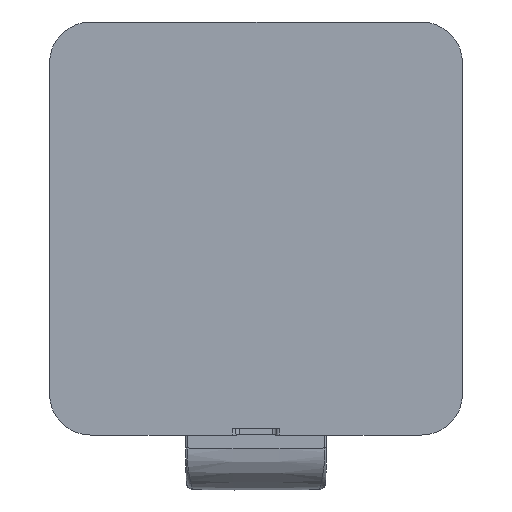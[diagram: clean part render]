
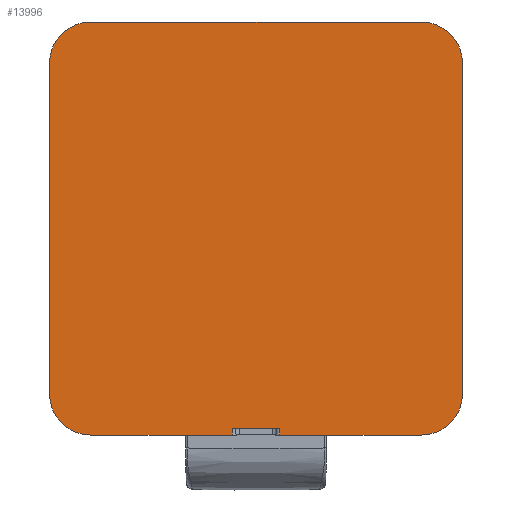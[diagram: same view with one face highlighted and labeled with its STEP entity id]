
A CAD part, left-side view. The second image highlights one B-rep face of the part: STEP entity #13996.
In plain terms, the highlighted face is planar.
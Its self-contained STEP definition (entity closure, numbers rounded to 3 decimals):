
#12681=CARTESIAN_POINT(' ',(-50.,40.002,0.));
#12682=VERTEX_POINT(' ',#12681);
#12696=CARTESIAN_POINT(' ',(-50.,-40.002,0.));
#12701=DIRECTION(' ',(0.,1.,0.));
#12706=VECTOR(' ',#12701,1.);
#12711=LINE('',#12696,#12706);
#12716=CARTESIAN_POINT(' ',(-50.,-40.002,0.));
#12717=VERTEX_POINT(' ',#12716);
#12721=EDGE_CURVE(' ',#12717,#12682,#12711,.T.);
#12806=CARTESIAN_POINT(' ',(-40.002,-40.002,0.));
#12811=DIRECTION(' ',(0.,0.,1.));
#12816=DIRECTION(' ',(-1.,0.,0.));
#12821=AXIS2_PLACEMENT_3D(' ',#12806,#12811,#12816);
#12826=CIRCLE('',#12821,9.998);
#12831=CARTESIAN_POINT(' ',(-40.002,-50.,0.));
#12832=VERTEX_POINT(' ',#12831);
#12836=EDGE_CURVE(' ',#12717,#12832,#12826,.T.);
#12926=CARTESIAN_POINT(' ',(40.002,-50.,0.));
#12931=DIRECTION(' ',(-1.,0.,0.));
#12936=VECTOR(' ',#12931,1.);
#12941=LINE('',#12926,#12936);
#12946=CARTESIAN_POINT(' ',(40.002,-50.,0.));
#12947=VERTEX_POINT(' ',#12946);
#12951=EDGE_CURVE(' ',#12947,#12832,#12941,.T.);
#13046=CARTESIAN_POINT(' ',(40.002,-40.002,0.));
#13051=DIRECTION(' ',(0.,0.,1.));
#13056=DIRECTION(' ',(0.,-1.,0.));
#13061=AXIS2_PLACEMENT_3D(' ',#13046,#13051,#13056);
#13066=CIRCLE('',#13061,9.998);
#13071=CARTESIAN_POINT(' ',(50.,-40.002,0.));
#13072=VERTEX_POINT(' ',#13071);
#13076=EDGE_CURVE(' ',#12947,#13072,#13066,.T.);
#13161=CARTESIAN_POINT(' ',(50.,40.002,0.));
#13166=DIRECTION(' ',(0.,-1.,0.));
#13171=VECTOR(' ',#13166,1.);
#13176=LINE('',#13161,#13171);
#13181=CARTESIAN_POINT(' ',(50.,40.002,0.));
#13182=VERTEX_POINT(' ',#13181);
#13186=CARTESIAN_POINT(' ',(50.,5.732,0.));
#13187=VERTEX_POINT(' ',#13186);
#13191=EDGE_CURVE(' ',#13182,#13187,#13176,.T.);
#13246=CARTESIAN_POINT(' ',(50.,-5.732,0.));
#13251=DIRECTION(' ',(0.,-1.,0.));
#13256=VECTOR(' ',#13251,1.);
#13261=LINE('',#13246,#13256);
#13266=CARTESIAN_POINT(' ',(50.,-5.732,0.));
#13267=VERTEX_POINT(' ',#13266);
#13271=EDGE_CURVE(' ',#13267,#13072,#13261,.T.);
#13516=CARTESIAN_POINT(' ',(40.002,40.002,0.));
#13521=DIRECTION(' ',(0.,0.,1.));
#13526=DIRECTION(' ',(1.,0.,0.));
#13531=AXIS2_PLACEMENT_3D(' ',#13516,#13521,#13526);
#13536=CIRCLE('',#13531,9.998);
#13541=CARTESIAN_POINT(' ',(40.002,50.,0.));
#13542=VERTEX_POINT(' ',#13541);
#13546=EDGE_CURVE(' ',#13182,#13542,#13536,.T.);
#13646=CARTESIAN_POINT(' ',(-40.002,50.,0.));
#13651=DIRECTION(' ',(1.,0.,0.));
#13656=VECTOR(' ',#13651,1.);
#13661=LINE('',#13646,#13656);
#13666=CARTESIAN_POINT(' ',(-40.002,50.,0.));
#13667=VERTEX_POINT(' ',#13666);
#13671=EDGE_CURVE(' ',#13667,#13542,#13661,.T.);
#13756=CARTESIAN_POINT(' ',(-40.002,40.002,0.));
#13761=DIRECTION(' ',(0.,0.,1.));
#13766=DIRECTION(' ',(0.,1.,0.));
#13771=AXIS2_PLACEMENT_3D(' ',#13756,#13761,#13766);
#13776=CIRCLE('',#13771,9.998);
#13781=EDGE_CURVE(' ',#13667,#12682,#13776,.T.);
#13816=DIRECTION(' ',(0.,0.,-1.));
#13821=CARTESIAN_POINT(' ',(50.,-50.,0.));
#13826=DIRECTION(' ',(-1.,0.,0.));
#13831=AXIS2_PLACEMENT_3D(' ',#13821,#13816,#13826);
#13836=PLANE('',#13831);
#13841=CARTESIAN_POINT(' ',(48.5,5.732,0.));
#13846=DIRECTION(' ',(0.,-1.,0.));
#13851=VECTOR(' ',#13846,1.);
#13856=LINE('',#13841,#13851);
#13861=CARTESIAN_POINT(' ',(48.5,5.732,0.));
#13862=VERTEX_POINT(' ',#13861);
#13866=CARTESIAN_POINT(' ',(48.5,-5.732,0.));
#13867=VERTEX_POINT(' ',#13866);
#13871=EDGE_CURVE(' ',#13862,#13867,#13856,.T.);
#13876=ORIENTED_EDGE(' ',*,*,#13871,.T.);
#13881=CARTESIAN_POINT(' ',(48.5,-5.732,0.));
#13886=DIRECTION(' ',(1.,0.,0.));
#13891=VECTOR(' ',#13886,1.);
#13896=LINE('',#13881,#13891);
#13901=EDGE_CURVE(' ',#13867,#13267,#13896,.T.);
#13906=ORIENTED_EDGE(' ',*,*,#13901,.T.);
#13911=ORIENTED_EDGE(' ',*,*,#13271,.T.);
#13916=ORIENTED_EDGE(' ',*,*,#13076,.F.);
#13921=ORIENTED_EDGE(' ',*,*,#12951,.T.);
#13926=ORIENTED_EDGE(' ',*,*,#12836,.F.);
#13931=ORIENTED_EDGE(' ',*,*,#12721,.T.);
#13936=ORIENTED_EDGE(' ',*,*,#13781,.F.);
#13941=ORIENTED_EDGE(' ',*,*,#13671,.T.);
#13946=ORIENTED_EDGE(' ',*,*,#13546,.F.);
#13951=ORIENTED_EDGE(' ',*,*,#13191,.T.);
#13956=CARTESIAN_POINT(' ',(48.5,5.732,0.));
#13961=DIRECTION(' ',(1.,0.,0.));
#13966=VECTOR(' ',#13961,1.);
#13971=LINE('',#13956,#13966);
#13976=EDGE_CURVE(' ',#13862,#13187,#13971,.T.);
#13981=ORIENTED_EDGE(' ',*,*,#13976,.F.);
#13986=EDGE_LOOP(' ',(#13876,#13906,#13911,#13916,#13921,#13926,#13931,#13936,#13941,#13946,#13951,#13981));
#13991=FACE_OUTER_BOUND(' ',#13986,.T.);
#13996=ADVANCED_FACE('',(#13991),#13836,.T.);
